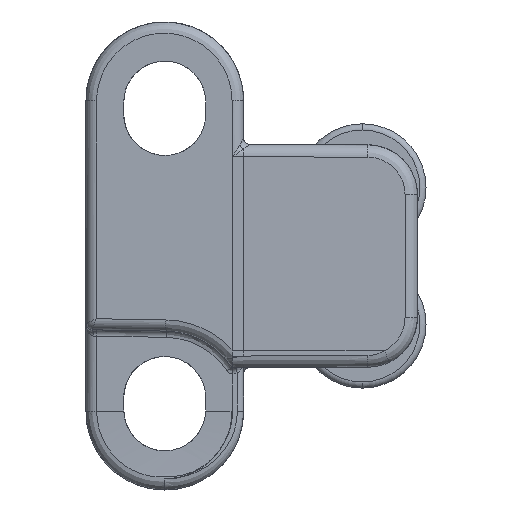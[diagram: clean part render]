
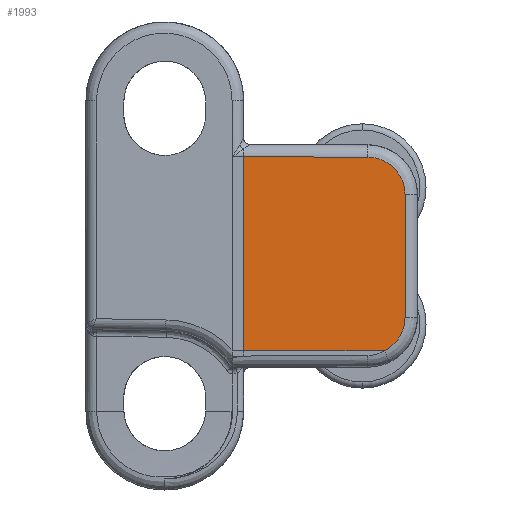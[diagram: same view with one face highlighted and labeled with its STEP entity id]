
A CAD part, left-side view. The second image highlights one B-rep face of the part: STEP entity #1993.
In plain terms, the highlighted planar face has unit normal (-1, -0.004, 0).
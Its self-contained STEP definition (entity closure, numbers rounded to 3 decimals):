
#40 = CARTESIAN_POINT ( 'NONE',  ( -42.332, -22.717, 7.956 ) ) ;
#1926 = VECTOR ( 'NONE', #15559, 1000. ) ;
#1993 = ADVANCED_FACE ( 'NONE', ( #2033 ), #7916, .T. ) ;
#1998 = AXIS2_PLACEMENT_3D ( 'NONE', #26921, #35302, #10766 ) ;
#2033 = FACE_OUTER_BOUND ( 'NONE', #23470, .T. ) ;
#2388 = CARTESIAN_POINT ( 'NONE',  ( -42.322, -25.081, -7.133 ) ) ;
#2647 =( BOUNDED_CURVE ( )  B_SPLINE_CURVE ( 3, ( #33501, #13610, #24561, #40 ),
 .UNSPECIFIED., .F., .T. ) 
 B_SPLINE_CURVE_WITH_KNOTS ( ( 4, 4 ),
 ( 3.142, 4.708 ),
 .UNSPECIFIED. ) 
 CURVE ( )  GEOMETRIC_REPRESENTATION_ITEM ( )  RATIONAL_B_SPLINE_CURVE ( ( 1., 0.806, 0.806, 1. ) ) 
 REPRESENTATION_ITEM ( '' )  );
#3291 = VERTEX_POINT ( 'NONE', #29866 ) ;
#3491 = ORIENTED_EDGE ( 'NONE', *, *, #12381, .T. ) ;
#3513 = EDGE_CURVE ( 'NONE', #26389, #16688, #16006, .T. ) ;
#4847 = LINE ( 'NONE', #32067, #1926 ) ;
#5260 = VECTOR ( 'NONE', #6359, 1000. ) ;
#6294 = LINE ( 'NONE', #13963, #27860 ) ;
#6359 = DIRECTION ( 'NONE',  ( -0.004, 1., 0.004 ) ) ;
#7916 = PLANE ( 'NONE',  #1998 ) ;
#8898 =( BOUNDED_CURVE ( )  B_SPLINE_CURVE ( 3, ( #20824, #2388, #18310, #15958 ),
 .UNSPECIFIED., .F., .T. ) 
 B_SPLINE_CURVE_WITH_KNOTS ( ( 4, 4 ),
 ( 5.168, 6.283 ),
 .UNSPECIFIED. ) 
 CURVE ( )  GEOMETRIC_REPRESENTATION_ITEM ( )  RATIONAL_B_SPLINE_CURVE ( ( 1., 0.899, 0.899, 1. ) ) 
 REPRESENTATION_ITEM ( '' )  );
#10198 = ORIENTED_EDGE ( 'NONE', *, *, #23220, .T. ) ;
#10766 = DIRECTION ( 'NONE',  ( 0.004, -1., 0. ) ) ;
#12381 = EDGE_CURVE ( 'NONE', #22249, #26389, #8898, .T. ) ;
#12965 = DIRECTION ( 'NONE',  ( 0., 0., 1. ) ) ;
#13200 = VERTEX_POINT ( 'NONE', #25731 ) ;
#13610 = CARTESIAN_POINT ( 'NONE',  ( -42.319, -25.704, 6.708 ) ) ;
#13963 = CARTESIAN_POINT ( 'NONE',  ( -42.376, -12.7, -7.651 ) ) ;
#14915 = CARTESIAN_POINT ( 'NONE',  ( -42.376, -12.7, 8. ) ) ;
#15559 = DIRECTION ( 'NONE',  ( 0., 0., -1. ) ) ;
#15799 = CARTESIAN_POINT ( 'NONE',  ( -42.319, -25.704, 4.956 ) ) ;
#15958 = CARTESIAN_POINT ( 'NONE',  ( -42.319, -25.704, -4.956 ) ) ;
#16006 = LINE ( 'NONE', #26265, #26075 ) ;
#16125 = CARTESIAN_POINT ( 'NONE',  ( -42.332, -22.717, 7.956 ) ) ;
#16688 = VERTEX_POINT ( 'NONE', #15799 ) ;
#18310 = CARTESIAN_POINT ( 'NONE',  ( -42.319, -25.704, -6.134 ) ) ;
#20427 = EDGE_CURVE ( 'NONE', #22249, #13200, #6294, .T. ) ;
#20775 = ORIENTED_EDGE ( 'NONE', *, *, #3513, .T. ) ;
#20824 = CARTESIAN_POINT ( 'NONE',  ( -42.327, -24.024, -7.651 ) ) ;
#21223 = ORIENTED_EDGE ( 'NONE', *, *, #26293, .T. ) ;
#22249 = VERTEX_POINT ( 'NONE', #27134 ) ;
#22923 = ORIENTED_EDGE ( 'NONE', *, *, #20427, .F. ) ;
#22932 = DIRECTION ( 'NONE',  ( -0.004, 1., 0. ) ) ;
#23220 = EDGE_CURVE ( 'NONE', #16688, #25119, #2647, .T. ) ;
#23470 = EDGE_LOOP ( 'NONE', ( #21223, #34469, #22923, #3491, #20775, #10198 ) ) ;
#24561 = CARTESIAN_POINT ( 'NONE',  ( -42.325, -24.469, 7.949 ) ) ;
#25119 = VERTEX_POINT ( 'NONE', #16125 ) ;
#25731 = CARTESIAN_POINT ( 'NONE',  ( -42.376, -12.7, -7.651 ) ) ;
#26075 = VECTOR ( 'NONE', #12965, 1000. ) ;
#26265 = CARTESIAN_POINT ( 'NONE',  ( -42.319, -25.704, 4.956 ) ) ;
#26293 = EDGE_CURVE ( 'NONE', #25119, #3291, #33739, .T. ) ;
#26389 = VERTEX_POINT ( 'NONE', #31765 ) ;
#26921 = CARTESIAN_POINT ( 'NONE',  ( -42.376, -12.7, 8. ) ) ;
#27134 = CARTESIAN_POINT ( 'NONE',  ( -42.327, -24.024, -7.651 ) ) ;
#27860 = VECTOR ( 'NONE', #22932, 1000. ) ;
#29436 = EDGE_CURVE ( 'NONE', #3291, #13200, #4847, .T. ) ;
#29866 = CARTESIAN_POINT ( 'NONE',  ( -42.376, -12.7, 8. ) ) ;
#31765 = CARTESIAN_POINT ( 'NONE',  ( -42.319, -25.704, -4.956 ) ) ;
#32067 = CARTESIAN_POINT ( 'NONE',  ( -42.376, -12.7, 8. ) ) ;
#33501 = CARTESIAN_POINT ( 'NONE',  ( -42.319, -25.704, 4.956 ) ) ;
#33739 = LINE ( 'NONE', #14915, #5260 ) ;
#34469 = ORIENTED_EDGE ( 'NONE', *, *, #29436, .T. ) ;
#35302 = DIRECTION ( 'NONE',  ( -1., -0.004, 0. ) ) ;
